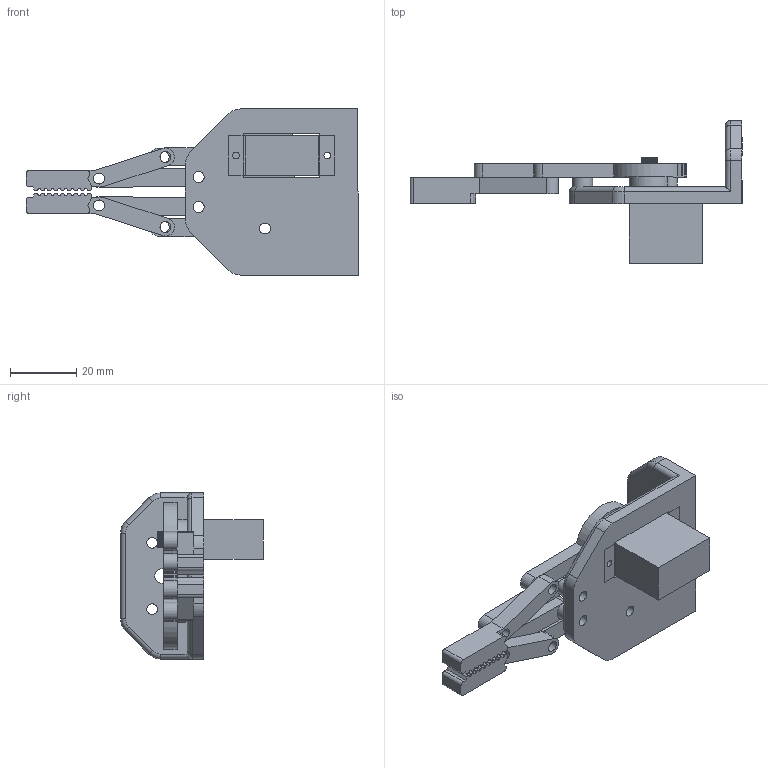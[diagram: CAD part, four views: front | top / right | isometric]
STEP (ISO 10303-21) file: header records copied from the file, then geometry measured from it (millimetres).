
FILE_DESCRIPTION(/* description */ (''),/* implementation_level */ '2;1');
FILE_NAME(/* name */ 'Servo gripper STEP.step',/* time_stamp */ '2022-04-05T23:52:58+05:00',/* author */ (''),/* organization */ (''),/* preprocessor_version */ 'ST-DEVELOPER v18.1',/* originating_system */ 'Autodesk Translation Framework v10.14.0.1471',/* authorisation */ '');
FILE_SCHEMA (('AUTOMOTIVE_DESIGN { 1 0 10303 214 3 1 1 }'));
Products named in the file (8): Servo gripper STEP; base plate; arm right; arm left; jaw left; jaw right; gear left; gear right
Assembly tree (7 placements, depth 2):
  Servo gripper STEP
    base plate
    arm right
    arm left
    jaw left
    jaw right
    gear left
    gear right
Bounding box: 100 x 43 x 50 mm (x, y, z)
Volume: 29628.9 mm3; surface area: 17686.8 mm2
Topology: 8 solids, 8 shells, 466 faces, 1311 edges, 867 vertices
Faces by surface type: cylinder 174, plane 156, bspline 128, torus 8
Full cylindrical faces by diameter (mm): 2 x4, 3 x1, 3.2 x2, 3.3 x14, 3.4 x3, 4.4 x1, 4.9 x1, 6 x3
Entity records: 42801 total; most frequent: CARTESIAN_POINT 31273, ORIENTED_EDGE 2622, DIRECTION 2118, EDGE_CURVE 1311, VERTEX_POINT 867, AXIS2_PLACEMENT_3D 712, LINE 694, VECTOR 694
